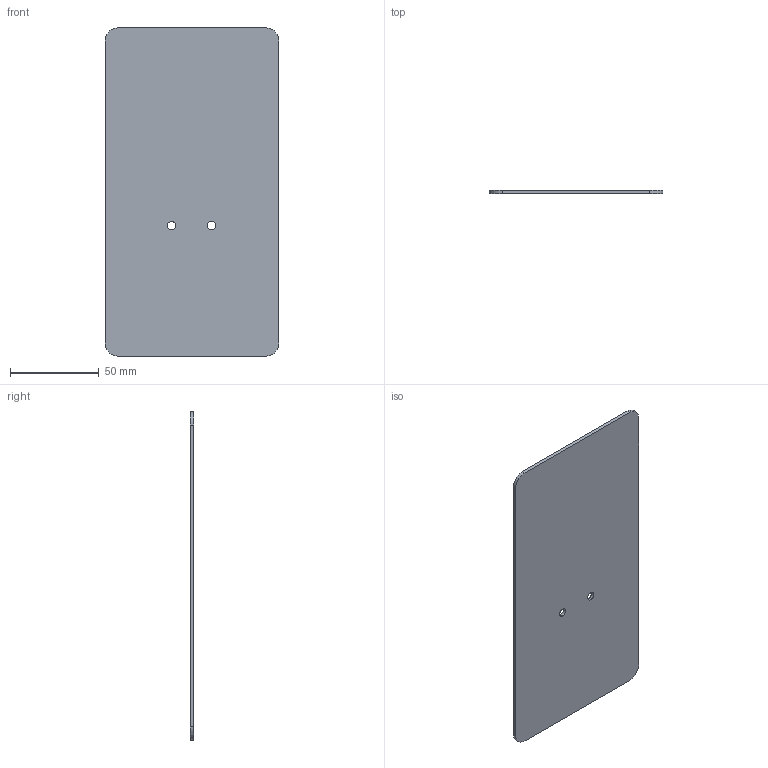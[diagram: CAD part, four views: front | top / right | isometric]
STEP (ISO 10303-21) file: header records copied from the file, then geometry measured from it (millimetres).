
FILE_DESCRIPTION (( 'STEP AP203' ), '1' );
FILE_NAME ('2015-09-25_Fuss_Grundplatte_R.STEP', '2015-09-25T09:25:06', ( 'Anwender' ), ( '' ), 'SwSTEP 2.0', 'SolidWorks 2014', '' );
FILE_SCHEMA (( 'CONFIG_CONTROL_DESIGN' ));
Length unit declared in the file: millimetre
Products named in the file (1): 2015-09-25_Fuss_Grundplatte_R
Bounding box: 98 x 1.75 x 185 mm (x, y, z)
Volume: 31573.4 mm3; surface area: 37139.9 mm2
Topology: 1 solids, 1 shells, 44 faces, 114 edges, 76 vertices
Faces by surface type: plane 31, cylinder 8, bspline 5
Entity records: 1717 total; most frequent: CARTESIAN_POINT 568, ORIENTED_EDGE 228, DIRECTION 200, EDGE_CURVE 114, LINE 88, VECTOR 88, VERTEX_POINT 76, AXIS2_PLACEMENT_3D 56
